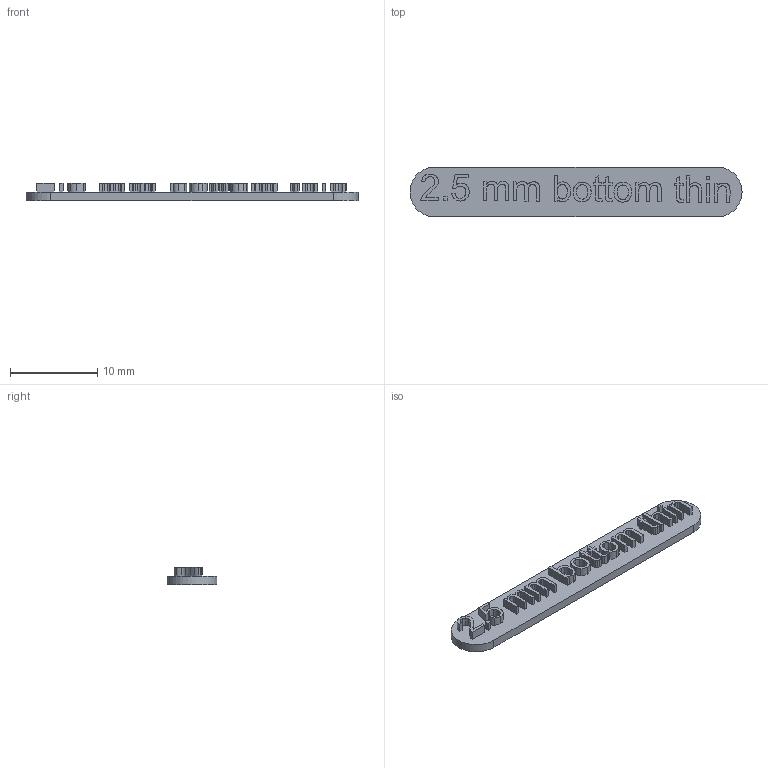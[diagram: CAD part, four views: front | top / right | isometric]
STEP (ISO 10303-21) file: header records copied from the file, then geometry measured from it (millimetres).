
FILE_DESCRIPTION(/* description */ (''),/* implementation_level */ '2;1');
FILE_NAME(/* name */ '2.5mm bottom thin.step',/* time_stamp */ '2023-08-05T18:46:51+01:00',/* author */ (''),/* organization */ (''),/* preprocessor_version */ 'ST-DEVELOPER v20',/* originating_system */ 'Autodesk Translation Framework v12.9.0.99',/* authorisation */ '');
FILE_SCHEMA (('AUTOMOTIVE_DESIGN { 1 0 10303 214 3 1 1 }'));
Length unit declared in the file: millimetre
Products named in the file (1): 2.5mm bottom thin
Bounding box: 38.09 x 5.73 x 2 mm (x, y, z)
Volume: 240.6 mm3; surface area: 725.4 mm2
Topology: 14 solids, 14 shells, 325 faces, 882 edges, 588 vertices
Faces by surface type: bspline 177, plane 146, cylinder 2
Entity records: 11822 total; most frequent: CARTESIAN_POINT 4805, ORIENTED_EDGE 1764, EDGE_CURVE 882, DIRECTION 830, VERTEX_POINT 588, LINE 524, VECTOR 524, B_SPLINE_CURVE_WITH_KNOTS 354
